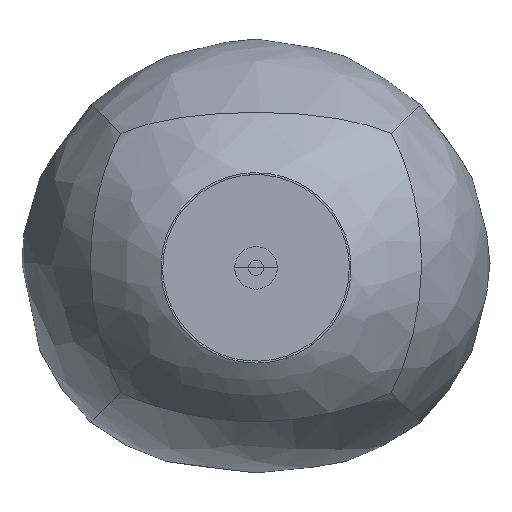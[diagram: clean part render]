
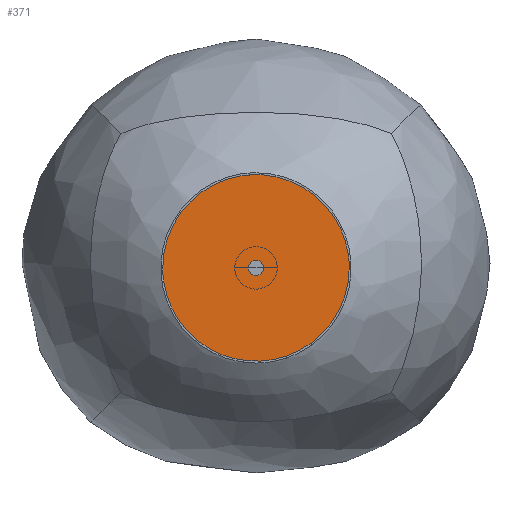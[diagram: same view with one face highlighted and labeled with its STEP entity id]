
A CAD part, top view. The second image highlights one B-rep face of the part: STEP entity #371.
In plain terms, the highlighted planar face has unit normal (0, 0, 1).
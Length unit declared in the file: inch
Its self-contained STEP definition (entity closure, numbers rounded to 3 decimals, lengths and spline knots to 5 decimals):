
#111=FACE_BOUND('',#658,.T.);
#371=ADVANCED_FACE('',(#501,#111),#1872,.T.);
#501=FACE_OUTER_BOUND('',#657,.T.);
#657=EDGE_LOOP('',(#1177,#1178));
#658=EDGE_LOOP('',(#1179,#1180));
#1177=ORIENTED_EDGE('',*,*,#1465,.F.);
#1178=ORIENTED_EDGE('',*,*,#1456,.F.);
#1179=ORIENTED_EDGE('',*,*,#1467,.F.);
#1180=ORIENTED_EDGE('',*,*,#1457,.F.);
#1456=EDGE_CURVE('',#1823,#1829,#1647,.T.);
#1457=EDGE_CURVE('',#1824,#1830,#1648,.T.);
#1465=EDGE_CURVE('',#1829,#1823,#1656,.T.);
#1467=EDGE_CURVE('',#1830,#1824,#1658,.T.);
#1647=(
BOUNDED_CURVE()
B_SPLINE_CURVE(2,(#5681,#5682,#5683,#5684,#5685),.UNSPECIFIED.,.F.,.F.)
B_SPLINE_CURVE_WITH_KNOTS((3,2,3),(0.,3.84845,7.6969),
 .UNSPECIFIED.)
CURVE()
GEOMETRIC_REPRESENTATION_ITEM()
RATIONAL_B_SPLINE_CURVE((1.,0.707,1.,0.707,1.))
REPRESENTATION_ITEM('')
);
#1648=(
BOUNDED_CURVE()
B_SPLINE_CURVE(2,(#5686,#5687,#5688,#5689,#5690),.UNSPECIFIED.,.F.,.F.)
B_SPLINE_CURVE_WITH_KNOTS((3,2,3),(-1.25664,-0.94248,
-0.62832),.UNSPECIFIED.)
CURVE()
GEOMETRIC_REPRESENTATION_ITEM()
RATIONAL_B_SPLINE_CURVE((1.,0.707,1.,0.707,1.))
REPRESENTATION_ITEM('')
);
#1656=(
BOUNDED_CURVE()
B_SPLINE_CURVE(2,(#5717,#5718,#5719,#5720,#5721),.UNSPECIFIED.,.F.,.F.)
B_SPLINE_CURVE_WITH_KNOTS((3,2,3),(7.6969,11.54535,15.3938),
 .UNSPECIFIED.)
CURVE()
GEOMETRIC_REPRESENTATION_ITEM()
RATIONAL_B_SPLINE_CURVE((1.,0.707,1.,0.707,1.))
REPRESENTATION_ITEM('')
);
#1658=(
BOUNDED_CURVE()
B_SPLINE_CURVE(2,(#5724,#5725,#5726,#5727,#5728),.UNSPECIFIED.,.F.,.F.)
B_SPLINE_CURVE_WITH_KNOTS((3,2,3),(-0.62832,-0.31416,
0.),.UNSPECIFIED.)
CURVE()
GEOMETRIC_REPRESENTATION_ITEM()
RATIONAL_B_SPLINE_CURVE((1.,0.707,1.,0.707,1.))
REPRESENTATION_ITEM('')
);
#1823=VERTEX_POINT('',#5653);
#1824=VERTEX_POINT('',#5654);
#1829=VERTEX_POINT('',#5659);
#1830=VERTEX_POINT('',#5660);
#1872=PLANE('',#2085);
#2085=AXIS2_PLACEMENT_3D('',#5644,#2193,$);
#2193=DIRECTION('',(0.,0.,1.));
#5644=CARTESIAN_POINT('',(-3.0625,3.0625,17.87));
#5653=CARTESIAN_POINT('',(2.45,0.,17.87));
#5654=CARTESIAN_POINT('',(0.2,0.,17.87));
#5659=CARTESIAN_POINT('',(-2.45,0.,17.87));
#5660=CARTESIAN_POINT('',(-0.2,0.,17.87));
#5681=CARTESIAN_POINT('',(2.45,0.,17.87));
#5682=CARTESIAN_POINT('',(2.45,-2.45,17.87));
#5683=CARTESIAN_POINT('',(0.,-2.45,17.87));
#5684=CARTESIAN_POINT('',(-2.45,-2.45,17.87));
#5685=CARTESIAN_POINT('',(-2.45,0.,17.87));
#5686=CARTESIAN_POINT('',(0.2,0.,17.87));
#5687=CARTESIAN_POINT('',(0.2,0.2,17.87));
#5688=CARTESIAN_POINT('',(0.,0.2,17.87));
#5689=CARTESIAN_POINT('',(-0.2,0.2,17.87));
#5690=CARTESIAN_POINT('',(-0.2,0.,17.87));
#5717=CARTESIAN_POINT('',(-2.45,0.,17.87));
#5718=CARTESIAN_POINT('',(-2.45,2.45,17.87));
#5719=CARTESIAN_POINT('',(0.,2.45,17.87));
#5720=CARTESIAN_POINT('',(2.45,2.45,17.87));
#5721=CARTESIAN_POINT('',(2.45,0.,17.87));
#5724=CARTESIAN_POINT('',(-0.2,0.,17.87));
#5725=CARTESIAN_POINT('',(-0.2,-0.2,17.87));
#5726=CARTESIAN_POINT('',(0.,-0.2,17.87));
#5727=CARTESIAN_POINT('',(0.2,-0.2,17.87));
#5728=CARTESIAN_POINT('',(0.2,0.,17.87));
